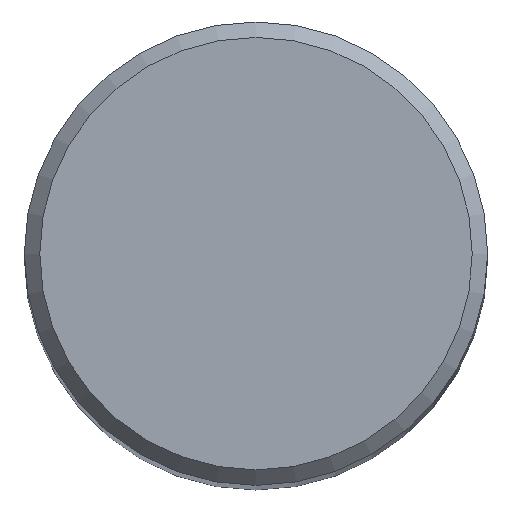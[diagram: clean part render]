
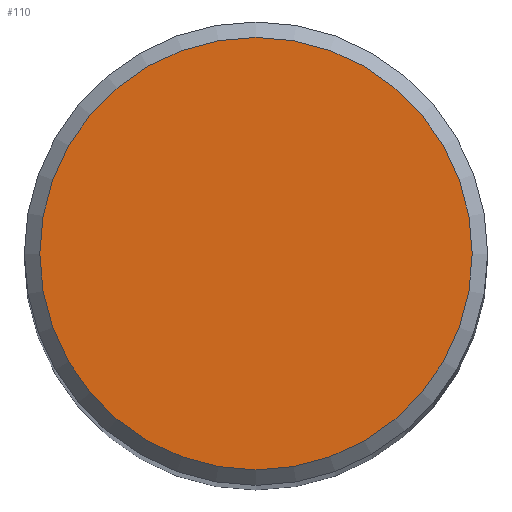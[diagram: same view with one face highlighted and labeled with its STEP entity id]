
A CAD part, top view. The second image highlights one B-rep face of the part: STEP entity #110.
In plain terms, the highlighted planar face has unit normal (0, 0, 1).
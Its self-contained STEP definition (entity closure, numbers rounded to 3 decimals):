
#10 = DIRECTION ( 'NONE',  ( 0., 0., -1. ) ) ;
#13 = EDGE_LOOP ( 'NONE', ( #177 ) ) ;
#28 = DIRECTION ( 'NONE',  ( 0., 1., 0. ) ) ;
#41 = DIRECTION ( 'NONE',  ( 0., 0., -1. ) ) ;
#44 = DIRECTION ( 'NONE',  ( 0., 1., 0. ) ) ;
#61 = CARTESIAN_POINT ( 'NONE',  ( 0., 0., 50. ) ) ;
#78 = CARTESIAN_POINT ( 'NONE',  ( 0., 0., 50. ) ) ;
#110 = ADVANCED_FACE ( 'NONE', ( #150 ), #211, .F. ) ;
#142 = CIRCLE ( 'NONE', #162, 2.8 ) ;
#147 = AXIS2_PLACEMENT_3D ( 'NONE', #78, #41, #44 ) ;
#150 = FACE_OUTER_BOUND ( 'NONE', #13, .T. ) ;
#162 = AXIS2_PLACEMENT_3D ( 'NONE', #61, #10, #28 ) ;
#177 = ORIENTED_EDGE ( 'NONE', *, *, #208, .F. ) ;
#190 = CARTESIAN_POINT ( 'NONE',  ( 0., 2.8, 50. ) ) ;
#203 = VERTEX_POINT ( 'NONE', #190 ) ;
#208 = EDGE_CURVE ( 'NONE', #203, #203, #142, .T. ) ;
#211 = PLANE ( 'NONE',  #147 ) ;
